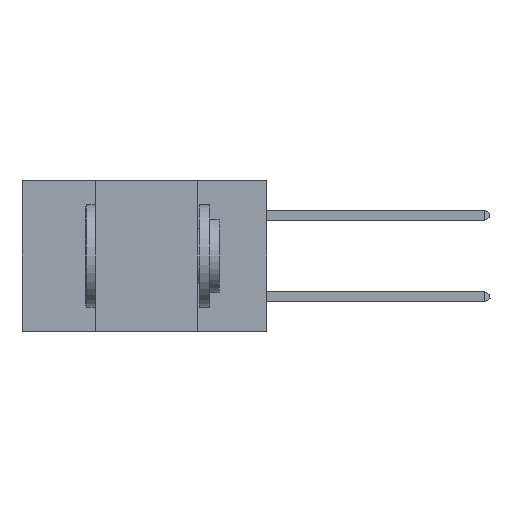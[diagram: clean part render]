
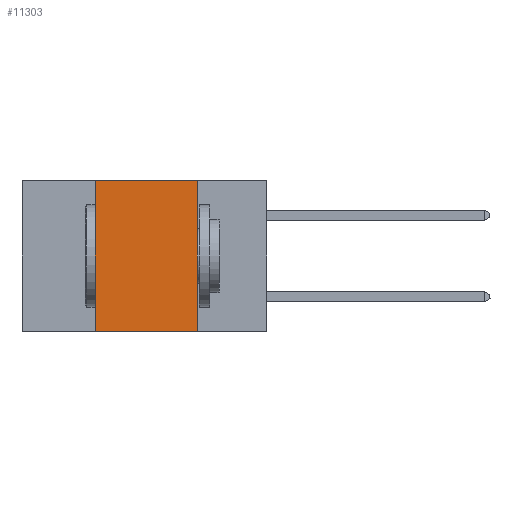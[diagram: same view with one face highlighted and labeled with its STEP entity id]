
A CAD part, left-side view. The second image highlights one B-rep face of the part: STEP entity #11303.
In plain terms, the highlighted planar face has unit normal (-1, 0, 0).
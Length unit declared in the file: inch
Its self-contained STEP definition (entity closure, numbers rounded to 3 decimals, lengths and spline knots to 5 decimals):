
#70 = CARTESIAN_POINT ( 'NONE',  ( 0., 0.42, 0. ) ) ;
#1385 = VERTEX_POINT ( 'NONE', #12379 ) ;
#1425 = DIRECTION ( 'NONE',  ( 0., 0., -1. ) ) ;
#2242 = EDGE_CURVE ( 'NONE', #15068, #14218, #4794, .T. ) ;
#3017 = VECTOR ( 'NONE', #1425, 39.37008 ) ;
#3052 = CARTESIAN_POINT ( 'NONE',  ( 0., 0.42, 0. ) ) ;
#3207 = EDGE_CURVE ( 'NONE', #14704, #1385, #14598, .T. ) ;
#3461 = LINE ( 'NONE', #4261, #3017 ) ;
#3717 = VECTOR ( 'NONE', #6341, 39.37008 ) ;
#4261 = CARTESIAN_POINT ( 'NONE',  ( 0., 0.17, 0. ) ) ;
#4794 = LINE ( 'NONE', #17015, #11244 ) ;
#5682 = AXIS2_PLACEMENT_3D ( 'NONE', #8048, #17239, #9431 ) ;
#6160 = ORIENTED_EDGE ( 'NONE', *, *, #3207, .F. ) ;
#6341 = DIRECTION ( 'NONE',  ( 0., -1., 0. ) ) ;
#6392 = CARTESIAN_POINT ( 'NONE',  ( 0., 0.6, 0. ) ) ;
#6608 = PLANE ( 'NONE',  #5682 ) ;
#7495 = CARTESIAN_POINT ( 'NONE',  ( 0., 0.17, -0.37 ) ) ;
#8048 = CARTESIAN_POINT ( 'NONE',  ( 0., 0.6, 0. ) ) ;
#9090 = VECTOR ( 'NONE', #13971, 39.37008 ) ;
#9257 = CARTESIAN_POINT ( 'NONE',  ( 0., 0.42, -0.37 ) ) ;
#9431 = DIRECTION ( 'NONE',  ( 0., 0., -1. ) ) ;
#11244 = VECTOR ( 'NONE', #16977, 39.37008 ) ;
#11303 = ADVANCED_FACE ( 'NONE', ( #15596 ), #6608, .F. ) ;
#11843 = LINE ( 'NONE', #3052, #9090 ) ;
#12242 = EDGE_CURVE ( 'NONE', #1385, #14218, #3461, .T. ) ;
#12379 = CARTESIAN_POINT ( 'NONE',  ( 0., 0.17, 0. ) ) ;
#12809 = EDGE_CURVE ( 'NONE', #15068, #14704, #11843, .T. ) ;
#12991 = ORIENTED_EDGE ( 'NONE', *, *, #12242, .F. ) ;
#13414 = ORIENTED_EDGE ( 'NONE', *, *, #12809, .F. ) ;
#13971 = DIRECTION ( 'NONE',  ( 0., 0., 1. ) ) ;
#14218 = VERTEX_POINT ( 'NONE', #7495 ) ;
#14598 = LINE ( 'NONE', #6392, #3717 ) ;
#14704 = VERTEX_POINT ( 'NONE', #70 ) ;
#15068 = VERTEX_POINT ( 'NONE', #9257 ) ;
#15596 = FACE_OUTER_BOUND ( 'NONE', #15892, .T. ) ;
#15892 = EDGE_LOOP ( 'NONE', ( #12991, #6160, #13414, #17164 ) ) ;
#16977 = DIRECTION ( 'NONE',  ( 0., -1., 0. ) ) ;
#17015 = CARTESIAN_POINT ( 'NONE',  ( 0., 0.6, -0.37 ) ) ;
#17164 = ORIENTED_EDGE ( 'NONE', *, *, #2242, .T. ) ;
#17239 = DIRECTION ( 'NONE',  ( 1., 0., 0. ) ) ;
